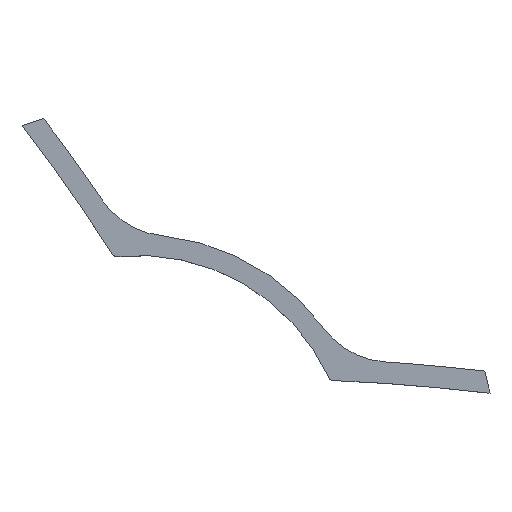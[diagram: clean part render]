
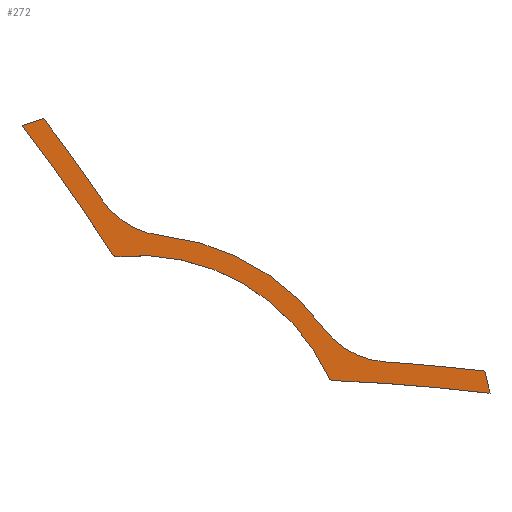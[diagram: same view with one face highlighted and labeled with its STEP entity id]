
A CAD part, top view. The second image highlights one B-rep face of the part: STEP entity #272.
In plain terms, the highlighted planar face has unit normal (0, 0, 1).
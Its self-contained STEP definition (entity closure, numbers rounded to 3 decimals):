
#19=PLANE('',#328);
#34=FACE_OUTER_BOUND('',#49,.T.);
#49=EDGE_LOOP('',(#220,#221,#222,#223,#224,#225,#226,#227,#228,#229,#230,
#231,#232));
#77=CIRCLE('',#290,1484.649);
#79=CIRCLE('',#293,3.272);
#81=CIRCLE('',#296,150.);
#83=CIRCLE('',#299,59.421);
#85=CIRCLE('',#302,1500.);
#87=CIRCLE('',#305,257.051);
#89=CIRCLE('',#308,1484.649);
#91=CIRCLE('',#311,3.272);
#93=CIRCLE('',#314,150.);
#95=CIRCLE('',#317,164.997);
#97=CIRCLE('',#320,59.421);
#99=CIRCLE('',#323,1500.);
#101=CIRCLE('',#326,257.051);
#103=VERTEX_POINT('',#435);
#104=VERTEX_POINT('',#436);
#107=VERTEX_POINT('',#444);
#109=VERTEX_POINT('',#450);
#111=VERTEX_POINT('',#456);
#112=VERTEX_POINT('',#457);
#115=VERTEX_POINT('',#465);
#117=VERTEX_POINT('',#474);
#118=VERTEX_POINT('',#475);
#121=VERTEX_POINT('',#483);
#123=VERTEX_POINT('',#492);
#125=VERTEX_POINT('',#498);
#127=VERTEX_POINT('',#504);
#129=EDGE_CURVE('',#103,#104,#77,.T.);
#133=EDGE_CURVE('',#103,#107,#79,.T.);
#136=EDGE_CURVE('',#109,#107,#81,.T.);
#139=EDGE_CURVE('',#111,#112,#83,.T.);
#143=EDGE_CURVE('',#111,#115,#85,.T.);
#146=EDGE_CURVE('',#115,#104,#87,.T.);
#148=EDGE_CURVE('',#117,#118,#89,.T.);
#152=EDGE_CURVE('',#117,#121,#91,.T.);
#155=EDGE_CURVE('',#109,#121,#93,.T.);
#157=EDGE_CURVE('',#112,#123,#95,.T.);
#160=EDGE_CURVE('',#125,#123,#97,.T.);
#163=EDGE_CURVE('',#125,#127,#99,.T.);
#166=EDGE_CURVE('',#127,#118,#101,.T.);
#220=ORIENTED_EDGE('',*,*,#166,.T.);
#221=ORIENTED_EDGE('',*,*,#148,.F.);
#222=ORIENTED_EDGE('',*,*,#152,.T.);
#223=ORIENTED_EDGE('',*,*,#155,.F.);
#224=ORIENTED_EDGE('',*,*,#136,.T.);
#225=ORIENTED_EDGE('',*,*,#133,.F.);
#226=ORIENTED_EDGE('',*,*,#129,.T.);
#227=ORIENTED_EDGE('',*,*,#146,.F.);
#228=ORIENTED_EDGE('',*,*,#143,.F.);
#229=ORIENTED_EDGE('',*,*,#139,.T.);
#230=ORIENTED_EDGE('',*,*,#157,.T.);
#231=ORIENTED_EDGE('',*,*,#160,.F.);
#232=ORIENTED_EDGE('',*,*,#163,.T.);
#272=ADVANCED_FACE('',(#34),#19,.T.);
#290=AXIS2_PLACEMENT_3D('',#437,#337,#338);
#293=AXIS2_PLACEMENT_3D('',#445,#345,#346);
#296=AXIS2_PLACEMENT_3D('',#451,#352,#353);
#299=AXIS2_PLACEMENT_3D('',#458,#359,#360);
#302=AXIS2_PLACEMENT_3D('',#466,#367,#368);
#305=AXIS2_PLACEMENT_3D('',#471,#374,#375);
#308=AXIS2_PLACEMENT_3D('',#476,#380,#381);
#311=AXIS2_PLACEMENT_3D('',#484,#388,#389);
#314=AXIS2_PLACEMENT_3D('',#489,#395,#396);
#317=AXIS2_PLACEMENT_3D('',#493,#401,#402);
#320=AXIS2_PLACEMENT_3D('',#499,#408,#409);
#323=AXIS2_PLACEMENT_3D('',#505,#415,#416);
#326=AXIS2_PLACEMENT_3D('',#510,#422,#423);
#328=AXIS2_PLACEMENT_3D('',#512,#426,#427);
#337=DIRECTION('center_axis',(0.,0.,
-1.));
#338=DIRECTION('ref_axis',(0.95,0.313,0.));
#345=DIRECTION('center_axis',(0.,0.,
-1.));
#346=DIRECTION('ref_axis',(-0.95,-0.313,0.));
#352=DIRECTION('center_axis',(0.,0.,
-1.));
#353=DIRECTION('ref_axis',(0.888,0.459,0.));
#359=DIRECTION('center_axis',(0.,0.,
-1.));
#360=DIRECTION('ref_axis',(-0.957,-0.29,0.));
#367=DIRECTION('center_axis',(0.,0.,
-1.));
#368=DIRECTION('ref_axis',(0.951,0.309,0.));
#374=DIRECTION('center_axis',(0.,0.,
-1.));
#375=DIRECTION('ref_axis',(0.586,-0.81,0.));
#380=DIRECTION('center_axis',(0.,0.,
1.));
#381=DIRECTION('ref_axis',(0.805,-0.593,0.));
#388=DIRECTION('center_axis',(0.,0.,
1.));
#389=DIRECTION('ref_axis',(-0.805,0.593,0.));
#395=DIRECTION('center_axis',(0.,0.,
1.));
#396=DIRECTION('ref_axis',(0.701,-0.713,0.));
#401=DIRECTION('center_axis',(0.,0.,
1.));
#402=DIRECTION('ref_axis',(0.987,-0.158,0.));
#408=DIRECTION('center_axis',(0.,0.,
1.));
#409=DIRECTION('ref_axis',(-0.819,0.573,0.));
#415=DIRECTION('center_axis',(0.,0.,
1.));
#416=DIRECTION('ref_axis',(0.808,-0.59,0.));
#422=DIRECTION('center_axis',(0.,0.,
1.));
#423=DIRECTION('ref_axis',(0.809,0.588,0.));
#426=DIRECTION('center_axis',(0.,0.,
1.));
#427=DIRECTION('ref_axis',(-0.776,0.63,0.));
#435=CARTESIAN_POINT('',(105.767,-108.906,-4.));
#436=CARTESIAN_POINT('',(137.027,-217.481,-4.));
#437=CARTESIAN_POINT('Origin',(-1304.265,-573.657,-4.));
#444=CARTESIAN_POINT('',(106.55,-105.578,-4.));
#445=CARTESIAN_POINT('Origin',(108.875,-107.881,-4.));
#450=CARTESIAN_POINT('',(148.121,-23.672,-4.));
#451=CARTESIAN_POINT('Origin',(0.001,0.002,
-4.));
#456=CARTESIAN_POINT('',(131.456,-139.256,-4.));
#457=CARTESIAN_POINT('',(138.466,-89.733,-4.));
#458=CARTESIAN_POINT('Origin',(188.331,-122.048,-4.));
#465=CARTESIAN_POINT('',(150.568,-208.335,-4.));
#466=CARTESIAN_POINT('Origin',(-1304.265,-573.657,-4.));
#471=CARTESIAN_POINT('Origin',(0.001,0.002,
-4.));
#474=CARTESIAN_POINT('',(134.441,70.517,-4.));
#475=CARTESIAN_POINT('',(197.983,163.941,-4.));
#476=CARTESIAN_POINT('Origin',(-1060.513,951.579,-4.));
#483=CARTESIAN_POINT('',(134.148,67.11,-4.));
#484=CARTESIAN_POINT('Origin',(137.075,68.575,-4.));
#489=CARTESIAN_POINT('Origin',(0.,-0.003,
-4.));
#492=CARTESIAN_POINT('',(159.535,42.108,-4.));
#493=CARTESIAN_POINT('Origin',(0.002,-0.001,
-4.));
#498=CARTESIAN_POINT('',(168.31,91.349,-4.));
#499=CARTESIAN_POINT('Origin',(216.988,57.272,-4.));
#504=CARTESIAN_POINT('',(208.,151.031,-4.));
#505=CARTESIAN_POINT('Origin',(-1060.513,951.579,-4.));
#510=CARTESIAN_POINT('Origin',(0.,-0.003,
-4.));
#512=CARTESIAN_POINT('Origin',(178.093,66.04,-4.));
